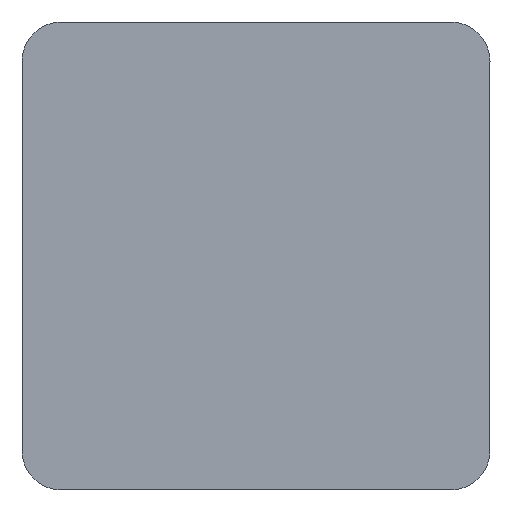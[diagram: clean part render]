
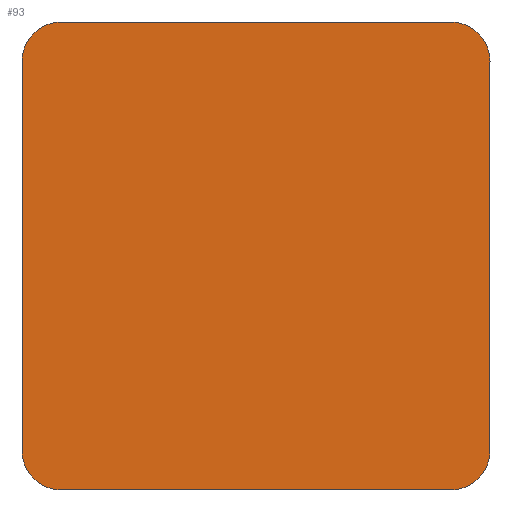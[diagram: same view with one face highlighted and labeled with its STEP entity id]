
A CAD part, top view. The second image highlights one B-rep face of the part: STEP entity #93.
In plain terms, the highlighted planar face has unit normal (0, 0, 1).
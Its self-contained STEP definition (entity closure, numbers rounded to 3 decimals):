
#81=VERTEX_POINT('',#200);
#83=EDGE_CURVE('',#119,#145,#202,.T.);
#91=EDGE_CURVE('',#145,#151,#212,.T.);
#93=ADVANCED_FACE('',(#214),#215,.T.);
#97=VERTEX_POINT('',#219);
#115=EDGE_CURVE('',#135,#97,#239,.T.);
#119=VERTEX_POINT('',#243);
#121=EDGE_CURVE('',#81,#173,#245,.T.);
#123=EDGE_CURVE('',#97,#119,#247,.T.);
#135=VERTEX_POINT('',#260);
#145=VERTEX_POINT('',#271);
#149=VERTEX_POINT('',#275);
#151=VERTEX_POINT('',#277);
#155=EDGE_CURVE('',#149,#81,#282,.T.);
#157=EDGE_CURVE('',#151,#149,#284,.T.);
#159=EDGE_CURVE('',#173,#135,#286,.T.);
#173=VERTEX_POINT('',#301);
#200=CARTESIAN_POINT('',(7.11,6.51,0.0));
#202=CIRCLE('',#325,0.6);
#212=LINE('',#338,#339);
#214=FACE_OUTER_BOUND('',#341,.T.);
#215=PLANE('',#342);
#219=CARTESIAN_POINT('',(0.,6.51,0.0));
#239=CIRCLE('',#376,0.6);
#243=CARTESIAN_POINT('',(0.0,0.6,0.0));
#245=CIRCLE('',#383,0.6);
#247=LINE('',#386,#387);
#260=CARTESIAN_POINT('',(0.6,7.11,0.0));
#271=CARTESIAN_POINT('',(0.6,0.0,0.0));
#275=CARTESIAN_POINT('',(7.11,0.6,0.0));
#277=CARTESIAN_POINT('',(6.51,0.0,0.0));
#282=LINE('',#430,#431);
#284=CIRCLE('',#434,0.6);
#286=LINE('',#437,#438);
#301=CARTESIAN_POINT('',(6.51,7.11,0.0));
#325=AXIS2_PLACEMENT_3D('',#472,#473,#474);
#338=CARTESIAN_POINT('',(0.6,0.0,0.0));
#339=VECTOR('',#496,1.0);
#341=EDGE_LOOP('',(#498,#499,#500,#501,#502,#503,#504,#505));
#342=AXIS2_PLACEMENT_3D('',#506,#507,#508);
#376=AXIS2_PLACEMENT_3D('',#532,#533,#534);
#383=AXIS2_PLACEMENT_3D('',#535,#536,#537);
#386=CARTESIAN_POINT('',(0.0,6.51,0.0));
#387=VECTOR('',#538,1.0);
#430=CARTESIAN_POINT('',(7.11,0.6,0.0));
#431=VECTOR('',#573,1.0);
#434=AXIS2_PLACEMENT_3D('',#574,#575,#576);
#437=CARTESIAN_POINT('',(6.51,7.11,0.0));
#438=VECTOR('',#577,1.0);
#472=CARTESIAN_POINT('',(0.6,0.6,0.0));
#473=DIRECTION('',(0.0,0.0,1.0));
#474=DIRECTION('',(-1.0,0.,0.0));
#496=DIRECTION('',(1.0,0.0,0.0));
#498=ORIENTED_EDGE('',*,*,#91,.T.);
#499=ORIENTED_EDGE('',*,*,#157,.T.);
#500=ORIENTED_EDGE('',*,*,#155,.T.);
#501=ORIENTED_EDGE('',*,*,#121,.T.);
#502=ORIENTED_EDGE('',*,*,#159,.T.);
#503=ORIENTED_EDGE('',*,*,#115,.T.);
#504=ORIENTED_EDGE('',*,*,#123,.T.);
#505=ORIENTED_EDGE('',*,*,#83,.T.);
#506=CARTESIAN_POINT('',(3.555,3.555,0.0));
#507=DIRECTION('',(0.0,0.0,1.0));
#508=DIRECTION('',(1.0,0.0,0.0));
#532=CARTESIAN_POINT('',(0.6,6.51,0.0));
#533=DIRECTION('',(0.0,0.0,1.0));
#534=DIRECTION('',(0.,1.0,0.0));
#535=CARTESIAN_POINT('',(6.51,6.51,0.0));
#536=DIRECTION('',(0.0,-0.0,1.0));
#537=DIRECTION('',(1.0,0.,0.0));
#538=DIRECTION('',(0.0,-1.0,0.0));
#573=DIRECTION('',(0.0,1.0,0.0));
#574=CARTESIAN_POINT('',(6.51,0.6,0.0));
#575=DIRECTION('',(0.0,0.0,1.0));
#576=DIRECTION('',(0.,-1.0,0.0));
#577=DIRECTION('',(-1.0,0.0,0.0));
